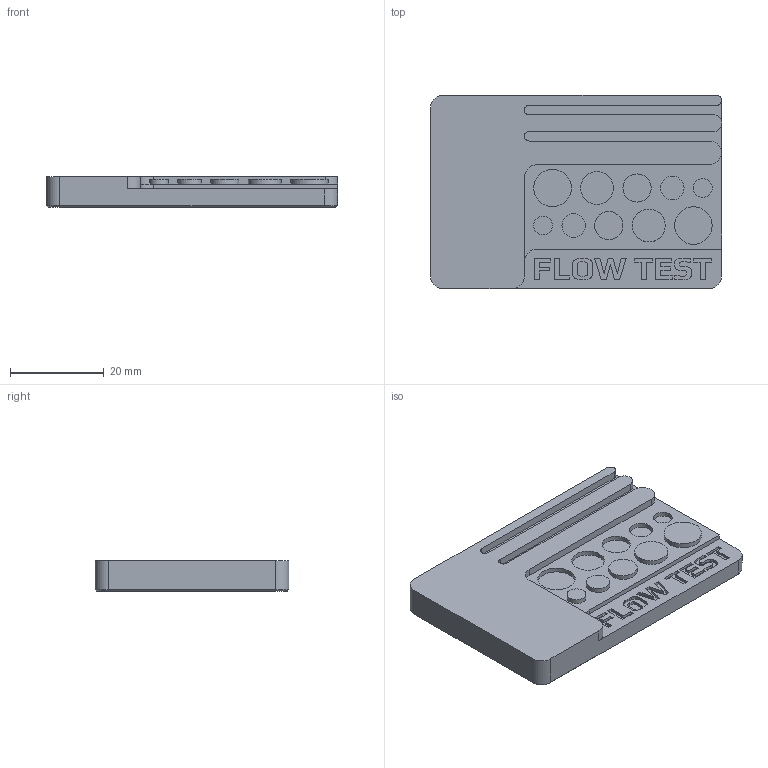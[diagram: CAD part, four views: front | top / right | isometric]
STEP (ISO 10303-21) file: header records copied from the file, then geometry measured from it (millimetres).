
FILE_DESCRIPTION(/* description */ (''),/* implementation_level */ '2;1');
FILE_NAME(/* name */ 'Flow_Test_v1.step',/* time_stamp */ '2023-09-02T15:41:21+01:00',/* author */ (''),/* organization */ (''),/* preprocessor_version */ 'ST-DEVELOPER v20',/* originating_system */ 'Autodesk Translation Framework v12.9.0.99',/* authorisation */ '');
FILE_SCHEMA (('AUTOMOTIVE_DESIGN { 1 0 10303 214 3 1 1 }'));
Length unit declared in the file: millimetre
Products named in the file (1): Flow Test V1
Bounding box: 62 x 41.3 x 6.6 mm (x, y, z)
Volume: 14388.1 mm3; surface area: 6950.9 mm2
Topology: 1 solids, 1 shells, 181 faces, 470 edges, 310 vertices
Faces by surface type: plane 109, bspline 47, cylinder 21, cone 4
Full cylindrical faces by diameter (mm): 4 x2, 5 x2, 6 x2, 7 x2, 8 x2
Entity records: 6096 total; most frequent: CARTESIAN_POINT 1894, ORIENTED_EDGE 940, DIRECTION 695, EDGE_CURVE 470, LINE 327, VECTOR 327, VERTEX_POINT 310, EDGE_LOOP 200
